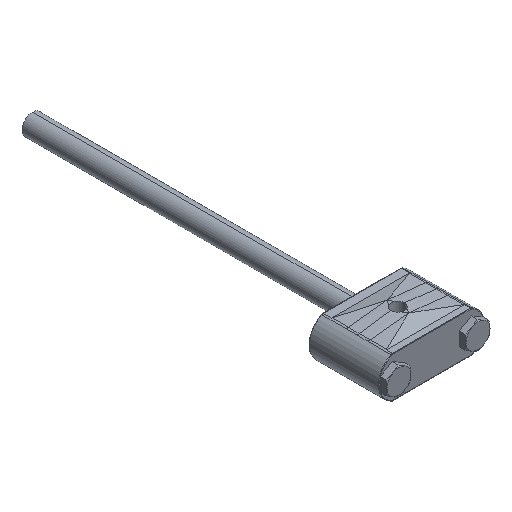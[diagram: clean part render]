
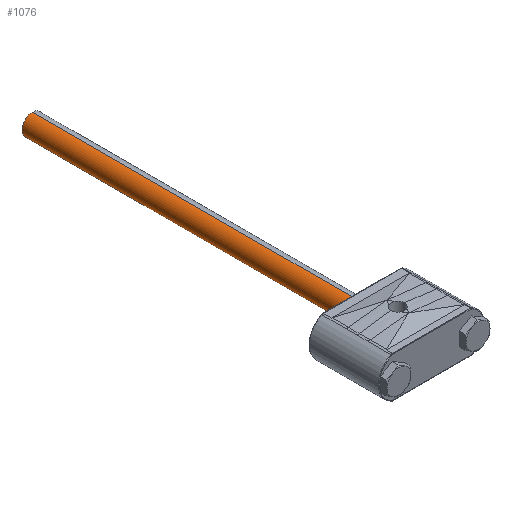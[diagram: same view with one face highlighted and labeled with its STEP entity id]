
A CAD part, isometric view. The second image highlights one B-rep face of the part: STEP entity #1076.
In plain terms, the highlighted cylindrical face has radius 4.763 mm (diameter 9.525 mm), a partial arc.
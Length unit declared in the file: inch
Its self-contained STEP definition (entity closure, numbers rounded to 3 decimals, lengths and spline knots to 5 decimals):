
#62 = VERTEX_POINT ( 'NONE', #886 ) ;
#153 = EDGE_CURVE ( 'NONE', #2346, #62, #1318, .T. ) ;
#192 = DIRECTION ( 'NONE',  ( 0., 0., -1. ) ) ;
#204 = EDGE_CURVE ( 'NONE', #3408, #1705, #3326, .T. ) ;
#324 = AXIS2_PLACEMENT_3D ( 'NONE', #653, #1446, #1717 ) ;
#359 = DIRECTION ( 'NONE',  ( 0., -1., 0. ) ) ;
#409 = VECTOR ( 'NONE', #359, 39.37008 ) ;
#474 = ORIENTED_EDGE ( 'NONE', *, *, #204, .T. ) ;
#486 = EDGE_LOOP ( 'NONE', ( #1453, #1814, #474, #713 ) ) ;
#565 = CARTESIAN_POINT ( 'NONE',  ( 0., 1.16748, 0. ) ) ;
#653 = CARTESIAN_POINT ( 'NONE',  ( 0., 7.15748, 0. ) ) ;
#673 = FACE_OUTER_BOUND ( 'NONE', #486, .T. ) ;
#713 = ORIENTED_EDGE ( 'NONE', *, *, #1725, .T. ) ;
#886 = CARTESIAN_POINT ( 'NONE',  ( 0., 1.16748, 0.1875 ) ) ;
#986 = CARTESIAN_POINT ( 'NONE',  ( 0., 7.15748, 0.1875 ) ) ;
#992 = VECTOR ( 'NONE', #2805, 39.37008 ) ;
#1076 = ADVANCED_FACE ( 'NONE', ( #673 ), #2428, .T. ) ;
#1318 = LINE ( 'NONE', #1971, #409 ) ;
#1389 = EDGE_CURVE ( 'NONE', #3408, #2346, #2782, .T. ) ;
#1446 = DIRECTION ( 'NONE',  ( 0., 1., 0. ) ) ;
#1453 = ORIENTED_EDGE ( 'NONE', *, *, #153, .F. ) ;
#1659 = DIRECTION ( 'NONE',  ( 0., 1., 0. ) ) ;
#1663 = CARTESIAN_POINT ( 'NONE',  ( 0., 7.15748, -0.1875 ) ) ;
#1705 = VERTEX_POINT ( 'NONE', #1876 ) ;
#1717 = DIRECTION ( 'NONE',  ( 0., 0., 1. ) ) ;
#1725 = EDGE_CURVE ( 'NONE', #1705, #62, #2234, .T. ) ;
#1759 = CARTESIAN_POINT ( 'NONE',  ( 0., 7.15748, 0. ) ) ;
#1814 = ORIENTED_EDGE ( 'NONE', *, *, #1389, .F. ) ;
#1876 = CARTESIAN_POINT ( 'NONE',  ( 0., 1.16748, -0.1875 ) ) ;
#1971 = CARTESIAN_POINT ( 'NONE',  ( 0., 7.15748, 0.1875 ) ) ;
#2043 = DIRECTION ( 'NONE',  ( 0., -1., 0. ) ) ;
#2234 = CIRCLE ( 'NONE', #2659, 0.1875 ) ;
#2346 = VERTEX_POINT ( 'NONE', #986 ) ;
#2386 = AXIS2_PLACEMENT_3D ( 'NONE', #1759, #2043, #192 ) ;
#2428 = CYLINDRICAL_SURFACE ( 'NONE', #2386, 0.1875 ) ;
#2659 = AXIS2_PLACEMENT_3D ( 'NONE', #565, #1659, #3272 ) ;
#2782 = CIRCLE ( 'NONE', #324, 0.1875 ) ;
#2805 = DIRECTION ( 'NONE',  ( 0., -1., 0. ) ) ;
#3272 = DIRECTION ( 'NONE',  ( 0., 0., 1. ) ) ;
#3326 = LINE ( 'NONE', #3375, #992 ) ;
#3375 = CARTESIAN_POINT ( 'NONE',  ( 0., 7.15748, -0.1875 ) ) ;
#3408 = VERTEX_POINT ( 'NONE', #1663 ) ;
